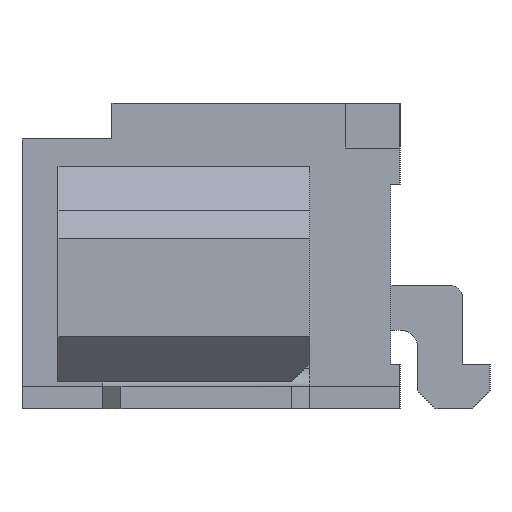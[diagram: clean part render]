
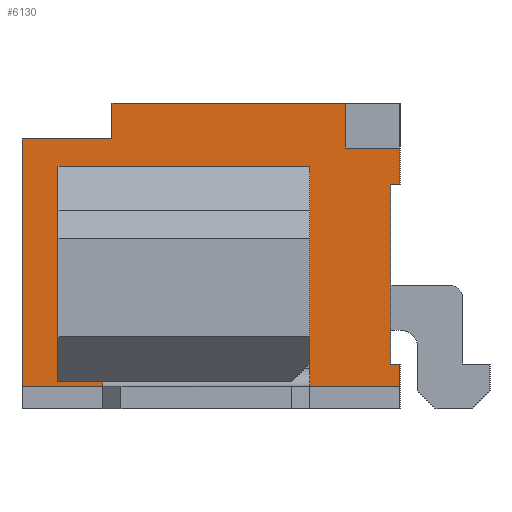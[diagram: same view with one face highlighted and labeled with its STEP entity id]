
A CAD part, left-side view. The second image highlights one B-rep face of the part: STEP entity #6130.
In plain terms, the highlighted planar face has unit normal (-1, 0, 0).
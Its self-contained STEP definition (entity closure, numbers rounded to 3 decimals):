
#69=DIRECTION('',(0.,0.,1.));
#70=VECTOR('',#69,0.25);
#71=CARTESIAN_POINT('',(-7.125,-2.1,-1.45));
#72=LINE('',#71,#70);
#213=DIRECTION('',(0.,0.,1.));
#214=VECTOR('',#213,0.4);
#215=CARTESIAN_POINT('',(-7.125,-2.1,0.8));
#216=LINE('',#215,#214);
#217=DIRECTION('',(0.,0.,1.));
#218=VECTOR('',#217,2.4);
#219=CARTESIAN_POINT('',(-7.125,-1.1,-1.4));
#220=LINE('',#219,#218);
#221=DIRECTION('',(0.,-1.,0.));
#222=VECTOR('',#221,2.8);
#223=CARTESIAN_POINT('',(-7.125,1.7,1.));
#224=LINE('',#223,#222);
#225=DIRECTION('',(0.,0.,1.));
#226=VECTOR('',#225,2.4);
#227=CARTESIAN_POINT('',(-7.125,1.7,-1.4));
#228=LINE('',#227,#226);
#229=DIRECTION('',(0.,-1.,0.));
#230=VECTOR('',#229,2.8);
#231=CARTESIAN_POINT('',(-7.125,1.7,-1.4));
#232=LINE('',#231,#230);
#233=DIRECTION('',(0.,1.,0.));
#234=VECTOR('',#233,0.6);
#235=CARTESIAN_POINT('',(-7.125,-2.1,1.2));
#236=LINE('',#235,#234);
#237=DIRECTION('',(0.,1.,0.));
#238=VECTOR('',#237,0.1);
#239=CARTESIAN_POINT('',(-7.125,-2.1,0.8));
#240=LINE('',#239,#238);
#241=DIRECTION('',(0.,0.,1.));
#242=VECTOR('',#241,2.);
#243=CARTESIAN_POINT('',(-7.125,-2.,-1.2));
#244=LINE('',#243,#242);
#245=DIRECTION('',(0.,1.,0.));
#246=VECTOR('',#245,0.1);
#247=CARTESIAN_POINT('',(-7.125,-2.1,-1.2));
#248=LINE('',#247,#246);
#249=DIRECTION('',(0.,-1.,0.));
#250=VECTOR('',#249,4.2);
#251=CARTESIAN_POINT('',(-7.125,2.1,-1.45));
#252=LINE('',#251,#250);
#253=DIRECTION('',(0.,0.,1.));
#254=VECTOR('',#253,2.75);
#255=CARTESIAN_POINT('',(-7.125,2.1,-1.45));
#256=LINE('',#255,#254);
#257=DIRECTION('',(0.,-1.,0.));
#258=VECTOR('',#257,1.);
#259=CARTESIAN_POINT('',(-7.125,2.1,1.3));
#260=LINE('',#259,#258);
#261=DIRECTION('',(0.,0.,-1.));
#262=VECTOR('',#261,0.4);
#263=CARTESIAN_POINT('',(-7.125,1.1,1.7));
#264=LINE('',#263,#262);
#265=DIRECTION('',(0.,0.,-1.));
#266=VECTOR('',#265,0.5);
#267=CARTESIAN_POINT('',(-7.125,-1.5,1.7));
#268=LINE('',#267,#266);
#1057=DIRECTION('',(0.,-1.,0.));
#1058=VECTOR('',#1057,2.6);
#1059=CARTESIAN_POINT('',(-7.125,1.1,1.7));
#1060=LINE('',#1059,#1058);
#4501=CARTESIAN_POINT('',(-7.125,1.1,1.7));
#4503=VERTEX_POINT('',#4501);
#4513=CARTESIAN_POINT('',(-7.125,2.1,1.3));
#4514=CARTESIAN_POINT('',(-7.125,1.1,1.3));
#4515=VERTEX_POINT('',#4513);
#4516=VERTEX_POINT('',#4514);
#4561=CARTESIAN_POINT('',(-7.125,-1.1,-1.4));
#4562=CARTESIAN_POINT('',(-7.125,-1.1,1.));
#4563=VERTEX_POINT('',#4561);
#4564=VERTEX_POINT('',#4562);
#4565=CARTESIAN_POINT('',(-7.125,1.7,1.));
#4566=VERTEX_POINT('',#4565);
#4567=CARTESIAN_POINT('',(-7.125,1.7,-1.4));
#4568=VERTEX_POINT('',#4567);
#4747=CARTESIAN_POINT('',(-7.125,-2.1,-1.2));
#4748=CARTESIAN_POINT('',(-7.125,-2.,-1.2));
#4749=VERTEX_POINT('',#4747);
#4750=VERTEX_POINT('',#4748);
#4751=CARTESIAN_POINT('',(-7.125,-2.,0.8));
#4752=VERTEX_POINT('',#4751);
#4753=CARTESIAN_POINT('',(-7.125,-2.1,0.8));
#4754=VERTEX_POINT('',#4753);
#4853=CARTESIAN_POINT('',(-7.125,-1.5,1.7));
#4854=VERTEX_POINT('',#4853);
#4855=CARTESIAN_POINT('',(-7.125,-2.1,1.2));
#4856=CARTESIAN_POINT('',(-7.125,-1.5,1.2));
#4857=VERTEX_POINT('',#4855);
#4858=VERTEX_POINT('',#4856);
#5231=CARTESIAN_POINT('',(-7.125,2.1,-1.45));
#5232=CARTESIAN_POINT('',(-7.125,-2.1,-1.45));
#5233=VERTEX_POINT('',#5231);
#5234=VERTEX_POINT('',#5232);
#6092=CARTESIAN_POINT('',(-7.125,2.1,-1.7));
#6093=DIRECTION('',(-1.,0.,0.));
#6094=DIRECTION('',(0.,-1.,0.));
#6095=AXIS2_PLACEMENT_3D('',#6092,#6093,#6094);
#6096=PLANE('',#6095);
#6098=ORIENTED_EDGE('',*,*,#6097,.F.);
#6099=ORIENTED_EDGE('',*,*,#6072,.F.);
#6101=ORIENTED_EDGE('',*,*,#6100,.T.);
#6103=ORIENTED_EDGE('',*,*,#6102,.F.);
#6104=ORIENTED_EDGE('',*,*,#6082,.F.);
#6105=ORIENTED_EDGE('',*,*,#5968,.F.);
#6107=ORIENTED_EDGE('',*,*,#6106,.F.);
#6109=ORIENTED_EDGE('',*,*,#6108,.T.);
#6111=ORIENTED_EDGE('',*,*,#6110,.T.);
#6113=ORIENTED_EDGE('',*,*,#6112,.F.);
#6115=ORIENTED_EDGE('',*,*,#6114,.T.);
#6117=ORIENTED_EDGE('',*,*,#6116,.T.);
#6118=EDGE_LOOP('',(#6098,#6099,#6101,#6103,#6104,#6105,#6107,#6109,#6111,#6113,
#6115,#6117));
#6119=FACE_OUTER_BOUND('',#6118,.F.);
#6121=ORIENTED_EDGE('',*,*,#6120,.T.);
#6123=ORIENTED_EDGE('',*,*,#6122,.F.);
#6125=ORIENTED_EDGE('',*,*,#6124,.F.);
#6127=ORIENTED_EDGE('',*,*,#6126,.T.);
#6128=EDGE_LOOP('',(#6121,#6123,#6125,#6127));
#6129=FACE_BOUND('',#6128,.F.);
#6130=ADVANCED_FACE('',(#6119,#6129),#6096,.T.);
#5968=EDGE_CURVE('',#5234,#4749,#72,.T.);
#6072=EDGE_CURVE('',#4754,#4857,#216,.T.);
#6082=EDGE_CURVE('',#4749,#4750,#248,.T.);
#6097=EDGE_CURVE('',#4857,#4858,#236,.T.);
#6100=EDGE_CURVE('',#4754,#4752,#240,.T.);
#6102=EDGE_CURVE('',#4750,#4752,#244,.T.);
#6106=EDGE_CURVE('',#5233,#5234,#252,.T.);
#6108=EDGE_CURVE('',#5233,#4515,#256,.T.);
#6110=EDGE_CURVE('',#4515,#4516,#260,.T.);
#6112=EDGE_CURVE('',#4503,#4516,#264,.T.);
#6114=EDGE_CURVE('',#4503,#4854,#1060,.T.);
#6116=EDGE_CURVE('',#4854,#4858,#268,.T.);
#6120=EDGE_CURVE('',#4563,#4564,#220,.T.);
#6122=EDGE_CURVE('',#4566,#4564,#224,.T.);
#6124=EDGE_CURVE('',#4568,#4566,#228,.T.);
#6126=EDGE_CURVE('',#4568,#4563,#232,.T.);
